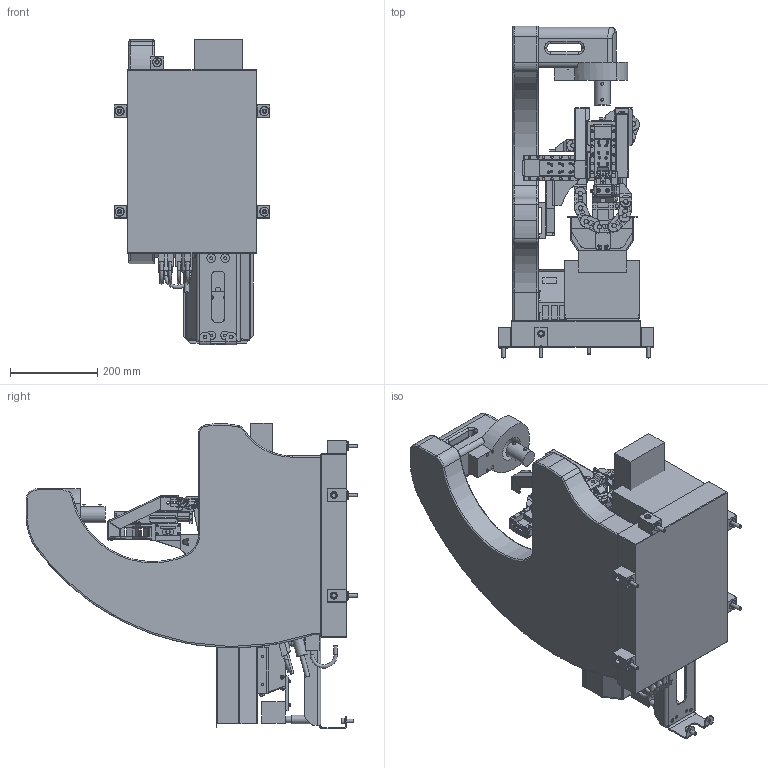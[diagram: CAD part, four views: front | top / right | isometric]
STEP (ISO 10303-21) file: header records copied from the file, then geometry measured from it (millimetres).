
FILE_DESCRIPTION(/* description */ ('Alibre Inc.'),/* implementation_level */ '2;1');
FILE_NAME(/* name */ 'export-3BED0E40-4C75-4C55-9779-548D9B55709F',/* time_stamp */ '2023-12-14T12:49:01+01:00',/* author */ (''),/* organization */ (''),/* preprocessor_version */ 'ST-DEVELOPER v17',/* originating_system */ 'Alibre',/* authorisation */ '');
FILE_SCHEMA (('AUTOMOTIVE_DESIGN'));
Length unit declared in the file: millimetre
Products named in the file (1): CFHS_240_v1.0
Bounding box: 357 x 760 x 700 mm (x, y, z)
Volume: 39584.1 mm3; surface area: 2283039.1 mm2
Topology: 2 solids, 199 shells, 2061 faces, 8369 edges, 6350 vertices
Faces by surface type: plane 1248, cylinder 633, bspline 122, cone 58
Full cylindrical faces by diameter (mm): 2.5 x20, 2.7 x1, 3 x1, 3.2 x7, 3.242 x7, 3.3 x18, 3.959 x2, 4.2 x3, 4.459 x2, 4.5 x5, 5 x1, 5.5 x6, 5.7 x18, 6 x66, 6.4 x4, 6.5 x5, 6.6 x4, 7 x19, 7.2 x2, 8 x12, 8.2 x10, 8.5 x3, 9 x7, 9.5 x2, 10 x5, 10.02 x2, 11 x1, 12 x1, 13 x1, 15 x22
Entity records: 108720 total; most frequent: CARTESIAN_POINT 39589, ORIENTED_EDGE 12202, DIRECTION 12139, EDGE_CURVE 8343, VERTEX_POINT 6341, VECTOR 5309, LINE 5309, AXIS2_PLACEMENT_3D 4039
